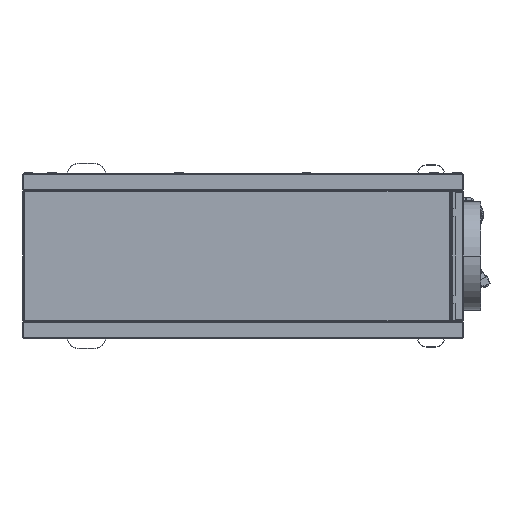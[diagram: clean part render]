
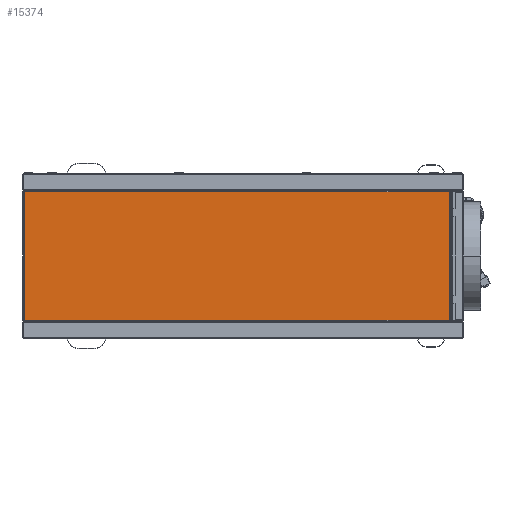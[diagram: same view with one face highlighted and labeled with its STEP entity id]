
A CAD part, front view. The second image highlights one B-rep face of the part: STEP entity #15374.
In plain terms, the highlighted planar face has unit normal (0, -1, 0).
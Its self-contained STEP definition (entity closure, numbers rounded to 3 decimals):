
#14867=CARTESIAN_POINT('Vertex',(470.25,-280.,1.25)) ;
#14969=CARTESIAN_POINT('Vertex',(-497.5,-280.,1.25)) ;
#15159=CARTESIAN_POINT('Vertex',(470.25,-280.,293.75)) ;
#15162=CARTESIAN_POINT('Line Origine',(470.25,-280.,147.5)) ;
#15188=CARTESIAN_POINT('Line Origine',(-12.875,-280.,1.25)) ;
#15205=CARTESIAN_POINT('Line Origine',(-497.5,-280.,147.5)) ;
#15209=CARTESIAN_POINT('Vertex',(-497.5,-280.,293.75)) ;
#15358=CARTESIAN_POINT('Axis2P3D Location',(-497.5,-280.,147.5)) ;
#15363=CARTESIAN_POINT('Line Origine',(-13.625,-280.,293.75)) ;
#15163=DIRECTION('Vector Direction',(0.,0.,1.)) ;
#15189=DIRECTION('Vector Direction',(1.,0.,0.)) ;
#15206=DIRECTION('Vector Direction',(0.,0.,1.)) ;
#15359=DIRECTION('Axis2P3D Direction',(0.,-1.,0.)) ;
#15360=DIRECTION('Axis2P3D XDirection',(0.,-0.,-1.)) ;
#15364=DIRECTION('Vector Direction',(1.,0.,0.)) ;
#15361=AXIS2_PLACEMENT_3D('Plane Axis2P3D',#15358,#15359,#15360) ;
#15369=ORIENTED_EDGE('',*,*,#15211,.F.) ;
#15370=ORIENTED_EDGE('',*,*,#15192,.F.) ;
#15371=ORIENTED_EDGE('',*,*,#15166,.T.) ;
#15372=ORIENTED_EDGE('',*,*,#15367,.F.) ;
#15164=VECTOR('Line Direction',#15163,1.) ;
#15190=VECTOR('Line Direction',#15189,1.) ;
#15207=VECTOR('Line Direction',#15206,1.) ;
#15365=VECTOR('Line Direction',#15364,1.) ;
#15374=ADVANCED_FACE('Hauptk\X2\00F6\X0\rper',(#15373),#15362,.T.) ;
#15166=EDGE_CURVE('',#14868,#15160,#15165,.T.) ;
#15192=EDGE_CURVE('',#14868,#14970,#15191,.F.) ;
#15211=EDGE_CURVE('',#14970,#15210,#15208,.T.) ;
#15367=EDGE_CURVE('',#15210,#15160,#15366,.T.) ;
#15368=EDGE_LOOP('',(#15369,#15370,#15371,#15372)) ;
#15373=FACE_OUTER_BOUND('',#15368,.T.) ;
#15165=LINE('Line',#15162,#15164) ;
#15191=LINE('Line',#15188,#15190) ;
#15208=LINE('Line',#15205,#15207) ;
#15366=LINE('Line',#15363,#15365) ;
#15362=PLANE('',#15361) ;
#14868=VERTEX_POINT('',#14867) ;
#14970=VERTEX_POINT('',#14969) ;
#15160=VERTEX_POINT('',#15159) ;
#15210=VERTEX_POINT('',#15209) ;
